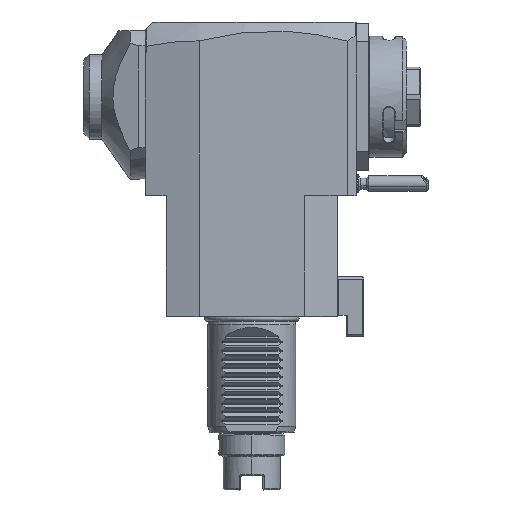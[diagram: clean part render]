
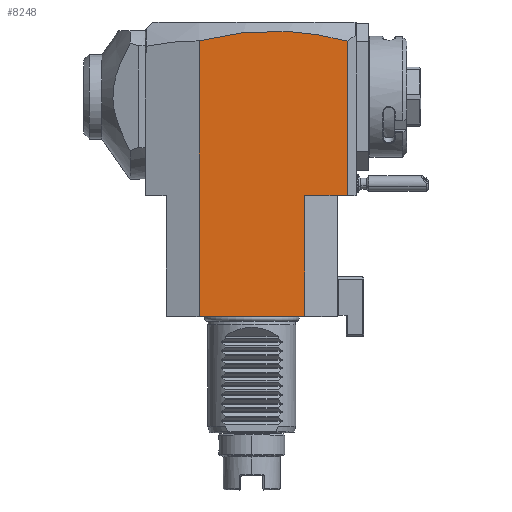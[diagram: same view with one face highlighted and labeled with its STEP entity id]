
A CAD part, top view. The second image highlights one B-rep face of the part: STEP entity #8248.
In plain terms, the highlighted planar face has unit normal (0, 0, 1).
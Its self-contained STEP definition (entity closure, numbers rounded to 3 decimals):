
#17=DIRECTION('',(-1.,0.,0.));
#18=VECTOR('',#17,48.);
#19=CARTESIAN_POINT('',(24.,0.,37.5));
#20=LINE('',#19,#18);
#81=DIRECTION('',(0.,-1.,0.));
#82=VECTOR('',#81,70.258);
#83=CARTESIAN_POINT('',(43.5,125.258,37.5));
#84=LINE('',#83,#82);
#85=DIRECTION('',(-1.,0.,0.));
#86=VECTOR('',#85,19.5);
#87=CARTESIAN_POINT('',(43.5,55.,37.5));
#88=LINE('',#87,#86);
#89=CARTESIAN_POINT('',(-24.,125.435,37.5));
#90=CARTESIAN_POINT('',(-18.371,126.939,37.5));
#91=CARTESIAN_POINT('',(-7.115,129.162,37.5));
#92=CARTESIAN_POINT('',(9.762,130.233,37.5));
#93=CARTESIAN_POINT('',(26.635,129.072,37.5));
#94=CARTESIAN_POINT('',(37.879,126.791,37.5));
#95=CARTESIAN_POINT('',(43.5,125.258,37.5));
#2305=DIRECTION('',(0.,-1.,0.));
#2306=VECTOR('',#2305,125.435);
#2307=CARTESIAN_POINT('',(-24.,125.435,37.5));
#2308=LINE('',#2307,#2306);
#3380=DIRECTION('',(0.,1.,0.));
#3381=VECTOR('',#3380,55.);
#3382=CARTESIAN_POINT('',(24.,0.,37.5));
#3383=LINE('',#3382,#3381);
#7594=VERTEX_POINT('',#89);
#7595=VERTEX_POINT('',#95);
#7919=CARTESIAN_POINT('',(43.5,55.,37.5));
#7920=VERTEX_POINT('',#7919);
#7956=CARTESIAN_POINT('',(24.,0.,37.5));
#7957=VERTEX_POINT('',#7956);
#7958=CARTESIAN_POINT('',(-24.,0.,37.5));
#7959=VERTEX_POINT('',#7958);
#8143=CARTESIAN_POINT('',(24.,55.,37.5));
#8144=VERTEX_POINT('',#8143);
#8231=CARTESIAN_POINT('',(-39.202,55.,37.5));
#8232=DIRECTION('',(0.,0.,1.));
#8233=DIRECTION('',(1.,0.,0.));
#8234=AXIS2_PLACEMENT_3D('',#8231,#8232,#8233);
#8235=PLANE('',#8234);
#8237=ORIENTED_EDGE('',*,*,#8236,.T.);
#8238=ORIENTED_EDGE('',*,*,#8213,.T.);
#8240=ORIENTED_EDGE('',*,*,#8239,.F.);
#8241=ORIENTED_EDGE('',*,*,#8160,.T.);
#8243=ORIENTED_EDGE('',*,*,#8242,.F.);
#8245=ORIENTED_EDGE('',*,*,#8244,.T.);
#8246=EDGE_LOOP('',(#8237,#8238,#8240,#8241,#8243,#8245));
#8247=FACE_OUTER_BOUND('',#8246,.F.);
#96=B_SPLINE_CURVE_WITH_KNOTS('',3,(#89,#90,#91,#92,#93,#94,#95),.UNSPECIFIED.,
.F.,.F.,(4,1,1,1,4),(0.,0.25,0.5,0.75,1.),.UNSPECIFIED.);
#8160=EDGE_CURVE('',#7957,#7959,#20,.T.);
#8213=EDGE_CURVE('',#7920,#8144,#88,.T.);
#8236=EDGE_CURVE('',#7595,#7920,#84,.T.);
#8239=EDGE_CURVE('',#7957,#8144,#3383,.T.);
#8242=EDGE_CURVE('',#7594,#7959,#2308,.T.);
#8244=EDGE_CURVE('',#7594,#7595,#96,.T.);
#8248=ADVANCED_FACE('',(#8247),#8235,.T.);
